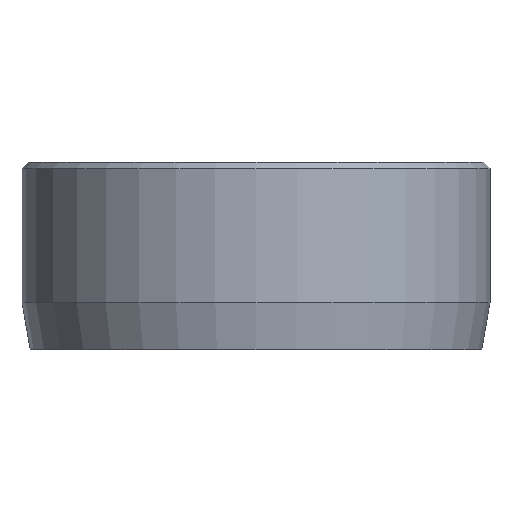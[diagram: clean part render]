
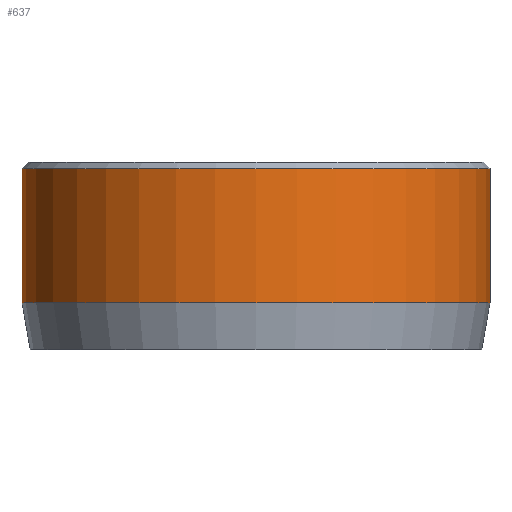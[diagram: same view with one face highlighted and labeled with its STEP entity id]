
A CAD part, front view. The second image highlights one B-rep face of the part: STEP entity #637.
In plain terms, the highlighted cylindrical face has radius 7.5 mm (diameter 15 mm), a partial arc.
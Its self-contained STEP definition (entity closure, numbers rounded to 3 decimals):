
#14 = CIRCLE ( 'NONE', #889, 7.5 ) ;
#21 = AXIS2_PLACEMENT_3D ( 'NONE', #704, #204, #152 ) ;
#83 = VERTEX_POINT ( 'NONE', #197 ) ;
#86 = EDGE_LOOP ( 'NONE', ( #992, #986, #852, #133 ) ) ;
#111 = VECTOR ( 'NONE', #756, 1000. ) ;
#133 = ORIENTED_EDGE ( 'NONE', *, *, #914, .T. ) ;
#152 = DIRECTION ( 'NONE',  ( -1., 0., 0. ) ) ;
#197 = CARTESIAN_POINT ( 'NONE',  ( 7.5, 0., 5.8 ) ) ;
#204 = DIRECTION ( 'NONE',  ( 0., 0., -1. ) ) ;
#226 = EDGE_CURVE ( 'NONE', #431, #536, #771, .T. ) ;
#377 = DIRECTION ( 'NONE',  ( 0., 0., -1. ) ) ;
#431 = VERTEX_POINT ( 'NONE', #823 ) ;
#455 = CARTESIAN_POINT ( 'NONE',  ( 7.5, 0., 1.5 ) ) ;
#464 = CARTESIAN_POINT ( 'NONE',  ( 7.5, 0., 6. ) ) ;
#507 = CARTESIAN_POINT ( 'NONE',  ( 0., 0., 5.8 ) ) ;
#536 = VERTEX_POINT ( 'NONE', #683 ) ;
#588 = DIRECTION ( 'NONE',  ( 0., 0., 1. ) ) ;
#609 = DIRECTION ( 'NONE',  ( 1., 0., 0. ) ) ;
#620 = EDGE_CURVE ( 'NONE', #83, #431, #14, .T. ) ;
#630 = LINE ( 'NONE', #464, #111 ) ;
#637 = ADVANCED_FACE ( 'NONE', ( #881 ), #727, .T. ) ;
#683 = CARTESIAN_POINT ( 'NONE',  ( -7.5, 0., 1.5 ) ) ;
#704 = CARTESIAN_POINT ( 'NONE',  ( 0., 0., 6. ) ) ;
#727 = CYLINDRICAL_SURFACE ( 'NONE', #21, 7.5 ) ;
#756 = DIRECTION ( 'NONE',  ( 0., 0., -1. ) ) ;
#771 = LINE ( 'NONE', #838, #1140 ) ;
#775 = VERTEX_POINT ( 'NONE', #455 ) ;
#823 = CARTESIAN_POINT ( 'NONE',  ( -7.5, 0., 5.8 ) ) ;
#838 = CARTESIAN_POINT ( 'NONE',  ( -7.5, 0., 6. ) ) ;
#852 = ORIENTED_EDGE ( 'NONE', *, *, #226, .T. ) ;
#881 = FACE_OUTER_BOUND ( 'NONE', #86, .T. ) ;
#889 = AXIS2_PLACEMENT_3D ( 'NONE', #507, #1153, #609 ) ;
#914 = EDGE_CURVE ( 'NONE', #536, #775, #1198, .T. ) ;
#986 = ORIENTED_EDGE ( 'NONE', *, *, #620, .T. ) ;
#988 = AXIS2_PLACEMENT_3D ( 'NONE', #1138, #588, #1228 ) ;
#992 = ORIENTED_EDGE ( 'NONE', *, *, #1157, .F. ) ;
#1138 = CARTESIAN_POINT ( 'NONE',  ( 0., 0., 1.5 ) ) ;
#1140 = VECTOR ( 'NONE', #377, 1000. ) ;
#1153 = DIRECTION ( 'NONE',  ( 0., 0., -1. ) ) ;
#1157 = EDGE_CURVE ( 'NONE', #83, #775, #630, .T. ) ;
#1198 = CIRCLE ( 'NONE', #988, 7.5 ) ;
#1228 = DIRECTION ( 'NONE',  ( 1., 0., 0. ) ) ;
